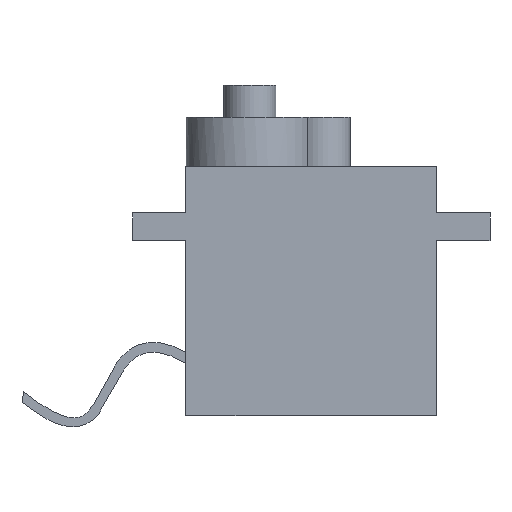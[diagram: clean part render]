
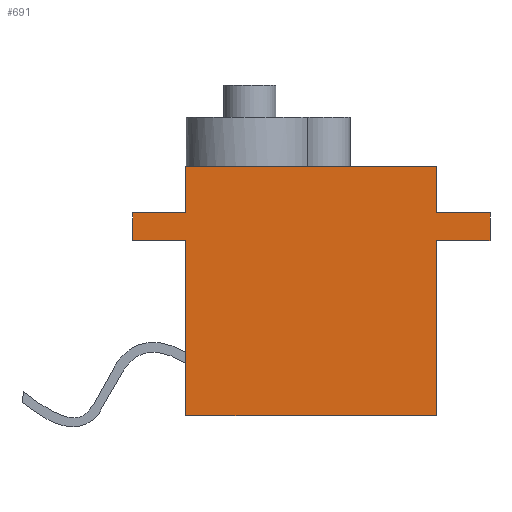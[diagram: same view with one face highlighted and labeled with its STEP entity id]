
A CAD part, front view. The second image highlights one B-rep face of the part: STEP entity #691.
In plain terms, the highlighted planar face has unit normal (0, -1, 0).
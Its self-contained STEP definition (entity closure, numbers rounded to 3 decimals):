
#78=PLANE('',#749);
#113=FACE_OUTER_BOUND('',#155,.T.);
#155=EDGE_LOOP('',(#567,#568,#569,#570,#571,#572,#573,#574,#575,#576,#577,
#578));
#184=LINE('',#975,#253);
#187=LINE('',#980,#256);
#190=LINE('',#987,#259);
#193=LINE('',#993,#262);
#197=LINE('',#1001,#266);
#201=LINE('',#1009,#270);
#208=LINE('',#1034,#277);
#211=LINE('',#1040,#280);
#214=LINE('',#1046,#283);
#217=LINE('',#1050,#286);
#220=LINE('',#1055,#289);
#222=LINE('',#1058,#291);
#253=VECTOR('',#797,10.);
#256=VECTOR('',#802,10.);
#259=VECTOR('',#807,10.);
#262=VECTOR('',#812,10.);
#266=VECTOR('',#818,10.);
#270=VECTOR('',#824,10.);
#277=VECTOR('',#849,10.);
#280=VECTOR('',#854,10.);
#283=VECTOR('',#859,10.);
#286=VECTOR('',#864,10.);
#289=VECTOR('',#871,10.);
#291=VECTOR('',#875,10.);
#334=VERTEX_POINT('',#972);
#335=VERTEX_POINT('',#974);
#336=VERTEX_POINT('',#978);
#339=VERTEX_POINT('',#985);
#340=VERTEX_POINT('',#990);
#341=VERTEX_POINT('',#992);
#344=VERTEX_POINT('',#1000);
#347=VERTEX_POINT('',#1007);
#355=VERTEX_POINT('',#1031);
#356=VERTEX_POINT('',#1033);
#358=VERTEX_POINT('',#1039);
#360=VERTEX_POINT('',#1045);
#396=EDGE_CURVE('',#335,#334,#184,.T.);
#399=EDGE_CURVE('',#334,#336,#187,.T.);
#402=EDGE_CURVE('',#336,#339,#190,.T.);
#405=EDGE_CURVE('',#341,#340,#193,.T.);
#409=EDGE_CURVE('',#344,#341,#197,.T.);
#413=EDGE_CURVE('',#340,#347,#201,.T.);
#425=EDGE_CURVE('',#356,#355,#208,.T.);
#428=EDGE_CURVE('',#358,#344,#211,.T.);
#431=EDGE_CURVE('',#360,#358,#214,.T.);
#434=EDGE_CURVE('',#339,#360,#217,.T.);
#437=EDGE_CURVE('',#355,#335,#220,.T.);
#439=EDGE_CURVE('',#347,#356,#222,.T.);
#567=ORIENTED_EDGE('',*,*,#405,.T.);
#568=ORIENTED_EDGE('',*,*,#413,.T.);
#569=ORIENTED_EDGE('',*,*,#439,.T.);
#570=ORIENTED_EDGE('',*,*,#425,.T.);
#571=ORIENTED_EDGE('',*,*,#437,.T.);
#572=ORIENTED_EDGE('',*,*,#396,.T.);
#573=ORIENTED_EDGE('',*,*,#399,.T.);
#574=ORIENTED_EDGE('',*,*,#402,.T.);
#575=ORIENTED_EDGE('',*,*,#434,.T.);
#576=ORIENTED_EDGE('',*,*,#431,.T.);
#577=ORIENTED_EDGE('',*,*,#428,.T.);
#578=ORIENTED_EDGE('',*,*,#409,.T.);
#691=ADVANCED_FACE('',(#113),#78,.T.);
#749=AXIS2_PLACEMENT_3D('',#1061,#879,#880);
#797=DIRECTION('',(-1.,0.,0.));
#802=DIRECTION('',(0.,0.,-1.));
#807=DIRECTION('',(1.,0.,0.));
#812=DIRECTION('',(0.,0.,1.));
#818=DIRECTION('',(1.,0.,0.));
#824=DIRECTION('',(-1.,0.,0.));
#849=DIRECTION('',(-1.,0.,0.));
#854=DIRECTION('',(0.,0.,1.));
#859=DIRECTION('',(1.,0.,0.));
#864=DIRECTION('',(0.,0.,-1.));
#871=DIRECTION('',(0.,0.,-1.));
#875=DIRECTION('',(0.,0.,1.));
#879=DIRECTION('center_axis',(0.,-1.,0.));
#880=DIRECTION('ref_axis',(0.,0.,-1.));
#972=CARTESIAN_POINT('',(-16.065,-6.15,7.05));
#974=CARTESIAN_POINT('',(-11.275,-6.15,7.05));
#975=CARTESIAN_POINT('',(-16.065,-6.15,7.05));
#978=CARTESIAN_POINT('',(-16.065,-6.15,4.55));
#980=CARTESIAN_POINT('',(-16.065,-6.15,4.55));
#985=CARTESIAN_POINT('',(-11.275,-6.15,4.55));
#987=CARTESIAN_POINT('',(-11.275,-6.15,4.55));
#990=CARTESIAN_POINT('',(16.065,-6.15,7.05));
#992=CARTESIAN_POINT('',(16.065,-6.15,4.55));
#993=CARTESIAN_POINT('',(16.065,-6.15,4.55));
#1000=CARTESIAN_POINT('',(11.275,-6.15,4.55));
#1001=CARTESIAN_POINT('',(16.065,-6.15,4.55));
#1007=CARTESIAN_POINT('',(11.275,-6.15,7.05));
#1009=CARTESIAN_POINT('',(11.275,-6.15,7.05));
#1031=CARTESIAN_POINT('',(-11.275,-6.15,11.2));
#1033=CARTESIAN_POINT('',(11.275,-6.15,11.2));
#1034=CARTESIAN_POINT('',(-11.275,-6.15,11.2));
#1039=CARTESIAN_POINT('',(11.275,-6.15,-11.2));
#1040=CARTESIAN_POINT('',(11.275,-6.15,4.55));
#1045=CARTESIAN_POINT('',(-11.275,-6.15,-11.2));
#1046=CARTESIAN_POINT('',(11.275,-6.15,-11.2));
#1050=CARTESIAN_POINT('',(-11.275,-6.15,-11.2));
#1055=CARTESIAN_POINT('',(-11.275,-6.15,7.05));
#1058=CARTESIAN_POINT('',(11.275,-6.15,11.2));
#1061=CARTESIAN_POINT('Origin',(0.,-6.15,0.));
